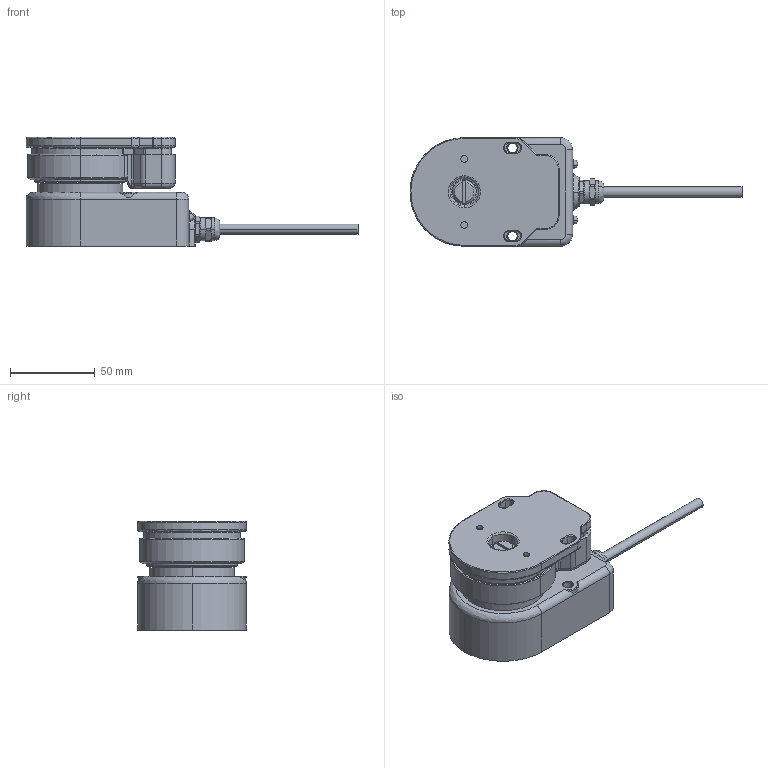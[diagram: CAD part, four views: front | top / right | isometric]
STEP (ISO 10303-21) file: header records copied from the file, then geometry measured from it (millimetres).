
FILE_DESCRIPTION (( 'STEP AP214' ), '1' );
FILE_NAME ('MGL-2SS-M-460006.step', '2017-09-27T14:01:25', ( '' ), ( '' ), 'SwSTEP 2.0', 'SolidWorks 2017', '' );
FILE_SCHEMA (( 'AUTOMOTIVE_DESIGN' ));
Length unit declared in the file: inch
Products named in the file (3): MGL-2SS-M-460006_1; MGL-2SS-M-460006_2; MGL-2SS-M-460006
Assembly tree (2 placements, depth 2):
  MGL-2SS-M-460006
    MGL-2SS-M-460006_1
    MGL-2SS-M-460006_2
Bounding box: 196 x 64 x 64.5 mm (x, y, z)
Volume: 205333.5 mm3; surface area: 109596 mm2
Topology: 20 solids, 20 shells, 1740 faces, 4140 edges, 2436 vertices
Faces by surface type: cylinder 724, plane 445, bspline 433, cone 138
Entity records: 61896 total; most frequent: CARTESIAN_POINT 23428, ORIENTED_EDGE 8146, DIRECTION 7928, EDGE_CURVE 4073, AXIS2_PLACEMENT_3D 3077, VERTEX_POINT 2436, EDGE_LOOP 1871, VECTOR 1774
